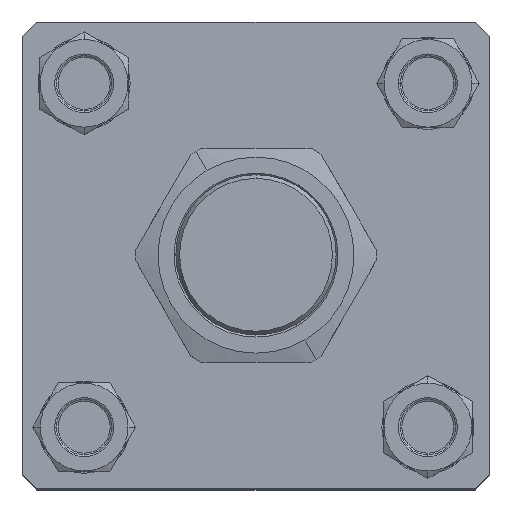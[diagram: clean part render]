
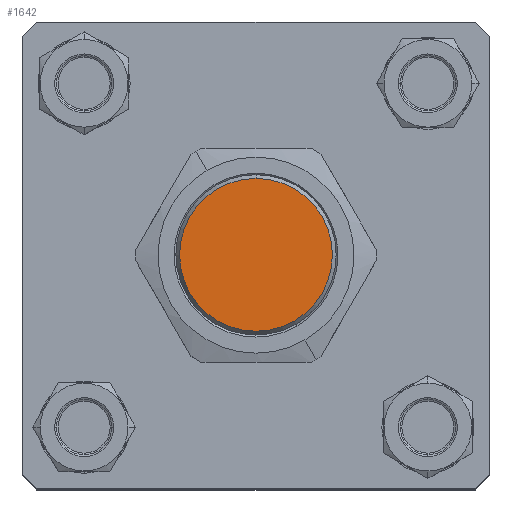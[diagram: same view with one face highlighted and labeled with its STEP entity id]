
A CAD part, top view. The second image highlights one B-rep face of the part: STEP entity #1642.
In plain terms, the highlighted planar face has unit normal (0, 0, 1).
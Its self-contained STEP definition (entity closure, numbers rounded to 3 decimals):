
#581 = CIRCLE ( 'NONE', #6455, 42.899 ) ;
#734 = FACE_OUTER_BOUND ( 'NONE', #8155, .T. ) ;
#1077 = ORIENTED_EDGE ( 'NONE', *, *, #6775, .T. ) ;
#1078 = ORIENTED_EDGE ( 'NONE', *, *, #8594, .T. ) ;
#1642 = ADVANCED_FACE ( 'NONE', ( #734 ), #4397, .T. ) ;
#1999 = AXIS2_PLACEMENT_3D ( 'NONE', #6956, #6957, #6958 ) ;
#3971 = CARTESIAN_POINT ( 'NONE',  ( -42.899, 0., 460. ) ) ;
#3983 = CARTESIAN_POINT ( 'NONE',  ( 42.899, 0., 460. ) ) ;
#4371 = CARTESIAN_POINT ( 'NONE',  ( 0., 0., 460. ) ) ;
#4385 = DIRECTION ( 'NONE',  ( 0., 0., 1. ) ) ;
#4392 = DIRECTION ( 'NONE',  ( 1., 0., 0. ) ) ;
#4397 = PLANE ( 'NONE',  #6485 ) ;
#6455 = AXIS2_PLACEMENT_3D ( 'NONE', #7991, #7993, #7994 ) ;
#6485 = AXIS2_PLACEMENT_3D ( 'NONE', #4371, #4385, #4392 ) ;
#6576 = CIRCLE ( 'NONE', #1999, 42.899 ) ;
#6775 = EDGE_CURVE ( 'NONE', #7450, #7462, #581, .T. ) ;
#6956 = CARTESIAN_POINT ( 'NONE',  ( 0., 0., 460. ) ) ;
#6957 = DIRECTION ( 'NONE',  ( 0., 0., 1. ) ) ;
#6958 = DIRECTION ( 'NONE',  ( 1., 0., 0. ) ) ;
#7450 = VERTEX_POINT ( 'NONE', #3971 ) ;
#7462 = VERTEX_POINT ( 'NONE', #3983 ) ;
#7991 = CARTESIAN_POINT ( 'NONE',  ( 0., 0., 460. ) ) ;
#7993 = DIRECTION ( 'NONE',  ( 0., 0., 1. ) ) ;
#7994 = DIRECTION ( 'NONE',  ( 1., 0., 0. ) ) ;
#8155 = EDGE_LOOP ( 'NONE', ( #1077, #1078 ) ) ;
#8594 = EDGE_CURVE ( 'NONE', #7462, #7450, #6576, .T. ) ;
